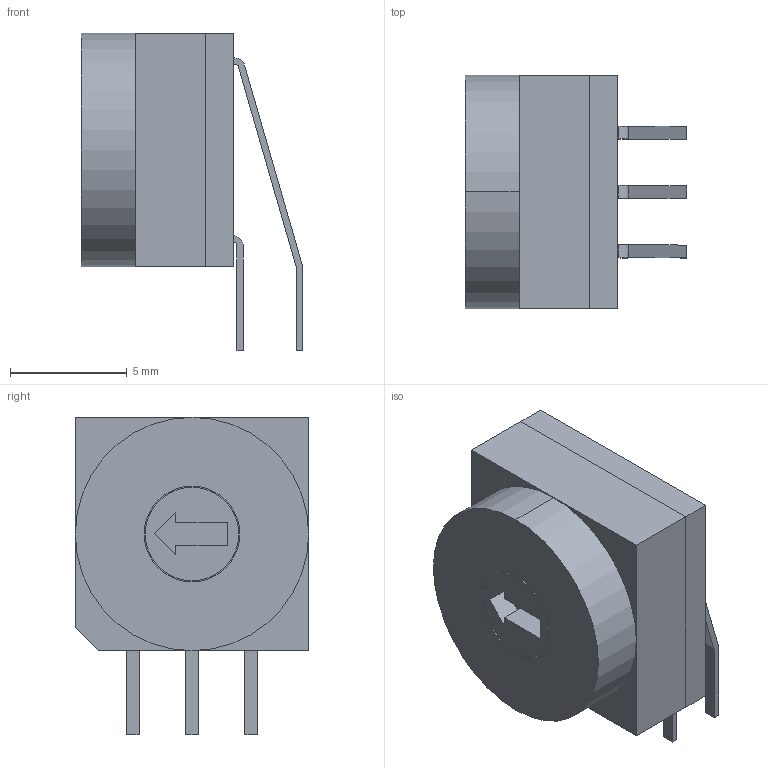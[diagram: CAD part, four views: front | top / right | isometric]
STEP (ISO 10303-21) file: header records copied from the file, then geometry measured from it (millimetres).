
FILE_DESCRIPTION((''),'2;1');
FILE_NAME('SW_APEM_PT65106L254.stp','2014-06-18T16:59:36',(''),(''),'Mechanical Desktop 2011','Mechanical Desktop 2011',', , ');
FILE_SCHEMA(('AUTOMOTIVE_DESIGN { 1 2 10303 214 1 1 1 1 }'));
Length unit declared in the file: millimetre
Products named in the file (1): Product
Bounding box: 9.47 x 10 x 13.6 mm (x, y, z)
Volume: 602.2 mm3; surface area: 967.9 mm2
Topology: 10 solids, 10 shells, 99 faces, 231 edges, 154 vertices
Faces by surface type: plane 75, cylinder 24
Entity records: 2863 total; most frequent: CARTESIAN_POINT 485, DIRECTION 479, ORIENTED_EDGE 462, EDGE_CURVE 231, VECTOR 183, LINE 183, VERTEX_POINT 154, AXIS2_PLACEMENT_3D 148
